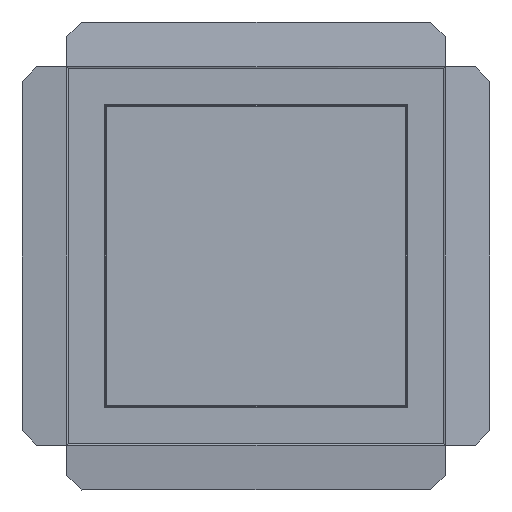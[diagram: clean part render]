
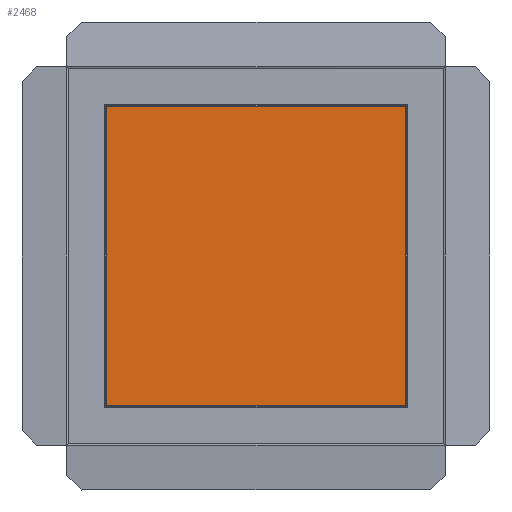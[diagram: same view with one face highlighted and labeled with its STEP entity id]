
A CAD part, front view. The second image highlights one B-rep face of the part: STEP entity #2468.
In plain terms, the highlighted planar face has unit normal (0, -1, 0).
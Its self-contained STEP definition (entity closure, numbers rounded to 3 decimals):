
#2353=DIRECTION('',(1.,0.,0.));
#2354=VECTOR('',#2353,200.);
#2355=CARTESIAN_POINT('',(-100.,-1.5,100.));
#2356=LINE('',#2355,#2354);
#2357=DIRECTION('',(0.,0.,-1.));
#2358=VECTOR('',#2357,200.);
#2359=CARTESIAN_POINT('',(100.,-1.5,100.));
#2360=LINE('',#2359,#2358);
#2361=DIRECTION('',(-1.,0.,0.));
#2362=VECTOR('',#2361,200.);
#2363=CARTESIAN_POINT('',(100.,-1.5,-100.));
#2364=LINE('',#2363,#2362);
#2365=DIRECTION('',(0.,0.,1.));
#2366=VECTOR('',#2365,200.);
#2367=CARTESIAN_POINT('',(-100.,-1.5,-100.));
#2368=LINE('',#2367,#2366);
#2370=CARTESIAN_POINT('',(-100.,-1.5,100.));
#2372=VERTEX_POINT('',#2370);
#2374=CARTESIAN_POINT('',(100.,-1.5,100.));
#2376=VERTEX_POINT('',#2374);
#2378=CARTESIAN_POINT('',(100.,-1.5,-100.));
#2380=VERTEX_POINT('',#2378);
#2382=CARTESIAN_POINT('',(-100.,-1.5,-100.));
#2384=VERTEX_POINT('',#2382);
#2457=CARTESIAN_POINT('',(-156.5,-1.5,100.));
#2458=DIRECTION('',(0.,-1.,0.));
#2459=DIRECTION('',(0.,0.,-1.));
#2460=AXIS2_PLACEMENT_3D('',#2457,#2458,#2459);
#2461=PLANE('',#2460);
#2462=ORIENTED_EDGE('',*,*,#2452,.T.);
#2463=ORIENTED_EDGE('',*,*,#2439,.T.);
#2464=ORIENTED_EDGE('',*,*,#2425,.T.);
#2465=ORIENTED_EDGE('',*,*,#2411,.T.);
#2466=EDGE_LOOP('',(#2462,#2463,#2464,#2465));
#2467=FACE_OUTER_BOUND('',#2466,.F.);
#2468=ADVANCED_FACE('',(#2467),#2461,.T.);
#2411=EDGE_CURVE('',#2384,#2372,#2368,.T.);
#2425=EDGE_CURVE('',#2380,#2384,#2364,.T.);
#2439=EDGE_CURVE('',#2376,#2380,#2360,.T.);
#2452=EDGE_CURVE('',#2372,#2376,#2356,.T.);
